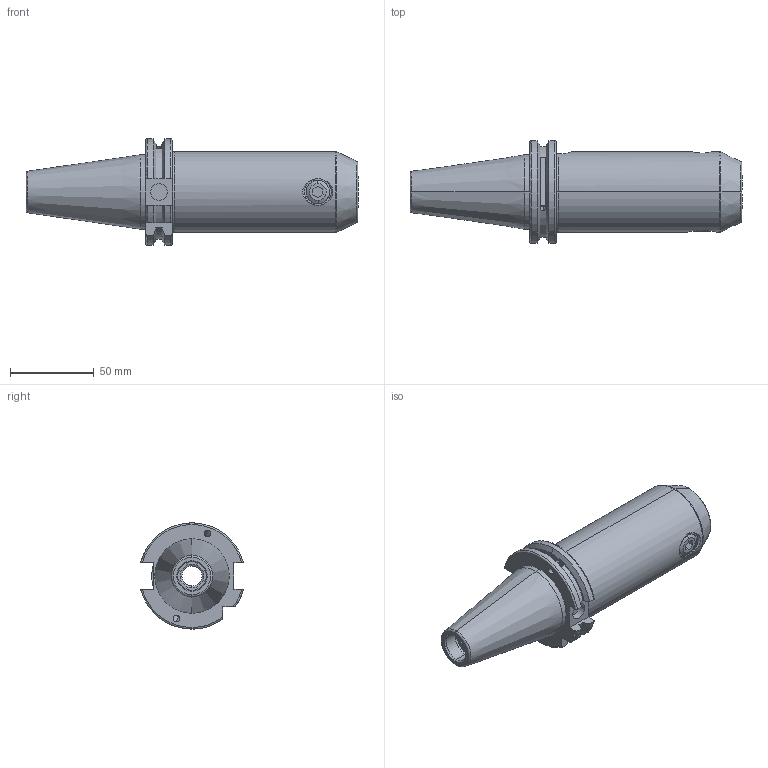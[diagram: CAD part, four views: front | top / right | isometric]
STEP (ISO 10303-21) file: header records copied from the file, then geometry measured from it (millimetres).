
FILE_DESCRIPTION (( 'STEP AP203' ), '1' );
FILE_NAME ('91406-WE716130.STEP', '2017-08-19T07:52:58', ( '' ), ( '' ), 'SwSTEP 2.0', 'SolidWorks 2009', '' );
FILE_SCHEMA (( 'CONFIG_CONTROL_DESIGN' ));
Length unit declared in the file: millimetre
Products named in the file (4): 91406-WE716130; SK40EM16130FWW; Copy of M4X4_DIN 913 - M4 x 4-N; M14X16_ISO 4026 - M12 x 12-N
Assembly tree (4 placements, depth 2):
  91406-WE716130
    Copy of M4X4_DIN 913 - M4 x 4-N  x2
    SK40EM16130FWW
    M14X16_ISO 4026 - M12 x 12-N
Bounding box: 198.4 x 61.48 x 63.55 mm (x, y, z)
Volume: 277139.8 mm3; surface area: 43517.8 mm2
Topology: 4 solids, 4 shells, 161 faces, 386 edges, 245 vertices
Faces by surface type: plane 59, cylinder 45, cone 32, torus 19, bspline 4, sphere 2
Entity records: 5379 total; most frequent: CARTESIAN_POINT 1488, DIRECTION 742, ORIENTED_EDGE 708, EDGE_CURVE 354, AXIS2_PLACEMENT_3D 294, VERTEX_POINT 225, EDGE_LOOP 169, VECTOR 154
